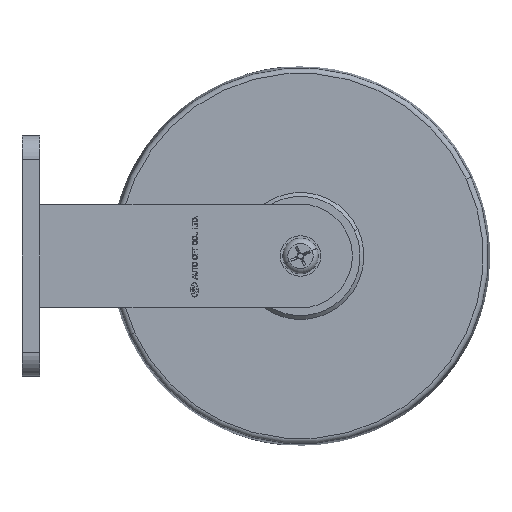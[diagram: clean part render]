
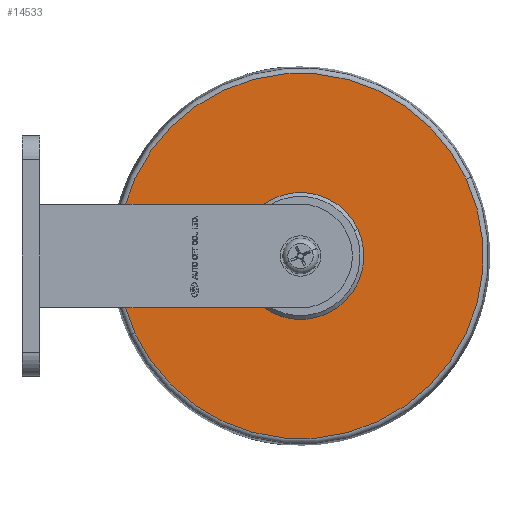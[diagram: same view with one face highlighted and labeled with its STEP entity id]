
A CAD part, left-side view. The second image highlights one B-rep face of the part: STEP entity #14533.
In plain terms, the highlighted planar face has unit normal (-1, 0, 0).
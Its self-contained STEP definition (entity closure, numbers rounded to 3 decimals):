
#1780 = EDGE_LOOP ( 'NONE', ( #31237, #3435 ) ) ;
#2395 = CARTESIAN_POINT ( 'NONE',  ( -20., -37.533, -30.402 ) ) ;
#2714 = DIRECTION ( 'NONE',  ( -1., 0., 0. ) ) ;
#2716 = DIRECTION ( 'NONE',  ( -1., 0., 0. ) ) ;
#3435 = ORIENTED_EDGE ( 'NONE', *, *, #13114, .T. ) ;
#3847 = CARTESIAN_POINT ( 'NONE',  ( -20., -103., 0. ) ) ;
#4185 = PLANE ( 'NONE',  #29141 ) ;
#4376 = AXIS2_PLACEMENT_3D ( 'NONE', #18650, #2716, #21371 ) ;
#4881 = CIRCLE ( 'NONE', #30515, 25.05 ) ;
#6520 = DIRECTION ( 'NONE',  ( 0., -0.907, 0.421 ) ) ;
#6864 = CARTESIAN_POINT ( 'NONE',  ( -20., -92.449, 22.72 ) ) ;
#7401 = CIRCLE ( 'NONE', #21667, 25.05 ) ;
#8575 = FACE_BOUND ( 'NONE', #16787, .T. ) ;
#10120 = CARTESIAN_POINT ( 'NONE',  ( -20., -103., 0. ) ) ;
#10520 = ORIENTED_EDGE ( 'NONE', *, *, #17795, .F. ) ;
#12230 = DIRECTION ( 'NONE',  ( 1., 0., 0. ) ) ;
#12809 = DIRECTION ( 'NONE',  ( 0., -0.907, 0.421 ) ) ;
#13114 = EDGE_CURVE ( 'NONE', #18712, #28848, #23169, .T. ) ;
#14533 = ADVANCED_FACE ( 'NONE', ( #28945, #8575 ), #4185, .F. ) ;
#14662 = ORIENTED_EDGE ( 'NONE', *, *, #17981, .F. ) ;
#14837 = CARTESIAN_POINT ( 'NONE',  ( -20., -168.467, 30.402 ) ) ;
#16787 = EDGE_LOOP ( 'NONE', ( #10520, #14662 ) ) ;
#17019 = VERTEX_POINT ( 'NONE', #29748 ) ;
#17795 = EDGE_CURVE ( 'NONE', #17019, #30543, #7401, .T. ) ;
#17981 = EDGE_CURVE ( 'NONE', #30543, #17019, #4881, .T. ) ;
#18648 = CARTESIAN_POINT ( 'NONE',  ( -20., -103., 0. ) ) ;
#18650 = CARTESIAN_POINT ( 'NONE',  ( -20., -103., 0. ) ) ;
#18712 = VERTEX_POINT ( 'NONE', #14837 ) ;
#21369 = DIRECTION ( 'NONE',  ( 0., 0.907, -0.421 ) ) ;
#21371 = DIRECTION ( 'NONE',  ( 0., 0.907, -0.421 ) ) ;
#21667 = AXIS2_PLACEMENT_3D ( 'NONE', #3847, #22504, #6520 ) ;
#22504 = DIRECTION ( 'NONE',  ( -1., 0., 0. ) ) ;
#22702 = AXIS2_PLACEMENT_3D ( 'NONE', #18648, #2714, #21369 ) ;
#23169 = CIRCLE ( 'NONE', #4376, 72.182 ) ;
#26585 = CIRCLE ( 'NONE', #22702, 72.182 ) ;
#27832 = CARTESIAN_POINT ( 'NONE',  ( -20., -125.72, 10.551 ) ) ;
#28695 = DIRECTION ( 'NONE',  ( -1., 0., 0. ) ) ;
#28848 = VERTEX_POINT ( 'NONE', #2395 ) ;
#28945 = FACE_OUTER_BOUND ( 'NONE', #1780, .T. ) ;
#29141 = AXIS2_PLACEMENT_3D ( 'NONE', #6864, #12230, #30807 ) ;
#29748 = CARTESIAN_POINT ( 'NONE',  ( -20., -80.28, -10.551 ) ) ;
#30515 = AXIS2_PLACEMENT_3D ( 'NONE', #10120, #28695, #12809 ) ;
#30543 = VERTEX_POINT ( 'NONE', #27832 ) ;
#30807 = DIRECTION ( 'NONE',  ( 0., 0.907, -0.421 ) ) ;
#31237 = ORIENTED_EDGE ( 'NONE', *, *, #34066, .T. ) ;
#34066 = EDGE_CURVE ( 'NONE', #28848, #18712, #26585, .T. ) ;
